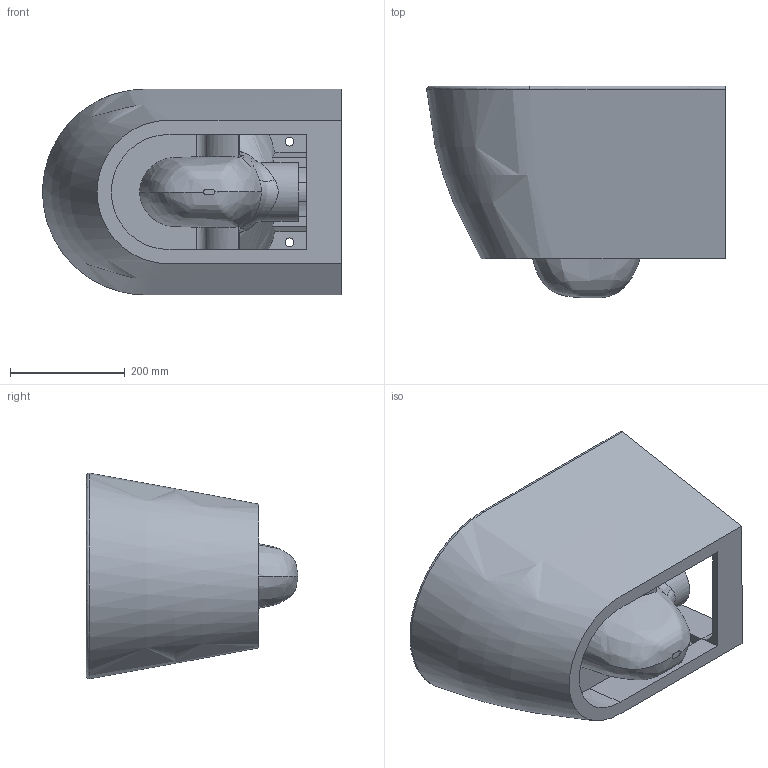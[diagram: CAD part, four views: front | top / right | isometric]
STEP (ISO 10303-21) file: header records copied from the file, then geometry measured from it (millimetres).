
FILE_DESCRIPTION (( 'STEP AP214' ), '1' );
FILE_NAME ('66076_v20718.STEP', '2018-12-17T08:34:21', ( '' ), ( '' ), 'SwSTEP 2.0', 'SolidWorks 2018', '' );
FILE_SCHEMA (( 'AUTOMOTIVE_DESIGN' ));
Length unit declared in the file: millimetre
Products named in the file (1): 66076_v20718
Bounding box: 519.5 x 368 x 358.04 mm (x, y, z)
Volume: 16549824.6 mm3; surface area: 1435409.6 mm2
Topology: 1 solids, 4 shells, 147 faces, 443 edges, 303 vertices
Faces by surface type: bspline 74, plane 49, cylinder 24
Entity records: 35333 total; most frequent: CARTESIAN_POINT 31846, ORIENTED_EDGE 882, DIRECTION 469, EDGE_CURVE 441, VERTEX_POINT 303, B_SPLINE_CURVE_WITH_KNOTS 203, EDGE_LOOP 162, AXIS2_PLACEMENT_3D 157
